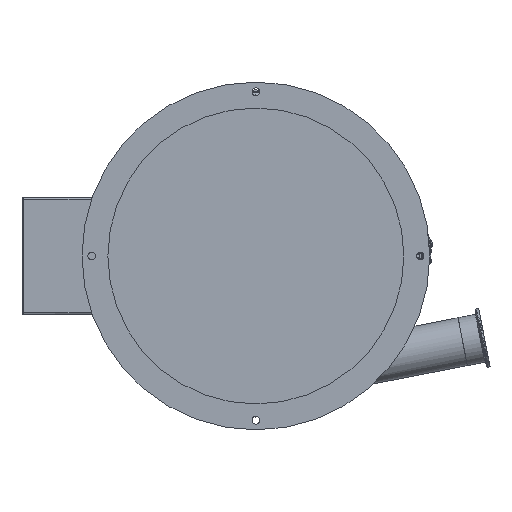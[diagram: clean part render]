
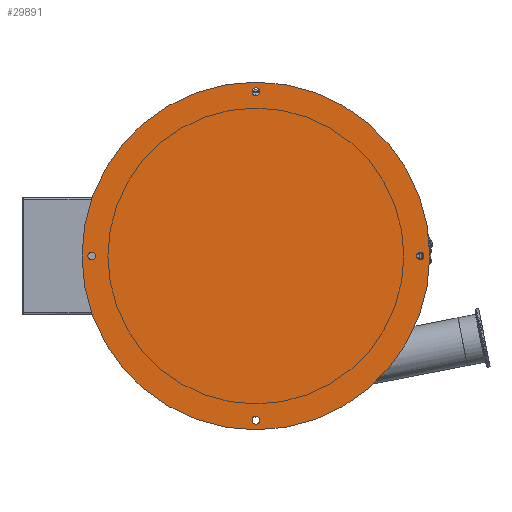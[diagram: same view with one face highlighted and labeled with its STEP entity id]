
A CAD part, front view. The second image highlights one B-rep face of the part: STEP entity #29891.
In plain terms, the highlighted planar face has unit normal (0, -1, 0).
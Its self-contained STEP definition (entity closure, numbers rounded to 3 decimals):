
#2193=FACE_BOUND('',#6948,.T.);
#2194=FACE_BOUND('',#6949,.T.);
#2195=FACE_BOUND('',#6950,.T.);
#2196=FACE_BOUND('',#6951,.T.);
#4127=FACE_OUTER_BOUND('',#6947,.T.);
#6947=EDGE_LOOP('',(#26037,#26038));
#6948=EDGE_LOOP('',(#26039,#26040));
#6949=EDGE_LOOP('',(#26041,#26042));
#6950=EDGE_LOOP('',(#26043,#26044));
#6951=EDGE_LOOP('',(#26045,#26046));
#9217=CIRCLE('',#34118,5.);
#9218=CIRCLE('',#34119,5.);
#9220=CIRCLE('',#34122,5.);
#9221=CIRCLE('',#34123,5.);
#9223=CIRCLE('',#34126,5.);
#9224=CIRCLE('',#34127,5.);
#9226=CIRCLE('',#34130,5.);
#9227=CIRCLE('',#34131,5.);
#9232=CIRCLE('',#34139,225.);
#9233=CIRCLE('',#34140,225.);
#14629=VERTEX_POINT('',#55249);
#14630=VERTEX_POINT('',#55251);
#14632=VERTEX_POINT('',#55257);
#14633=VERTEX_POINT('',#55259);
#14635=VERTEX_POINT('',#55265);
#14636=VERTEX_POINT('',#55267);
#14638=VERTEX_POINT('',#55273);
#14639=VERTEX_POINT('',#55275);
#14644=VERTEX_POINT('',#55289);
#14645=VERTEX_POINT('',#55290);
#18468=EDGE_CURVE('',#14630,#14629,#9217,.T.);
#18469=EDGE_CURVE('',#14629,#14630,#9218,.T.);
#18472=EDGE_CURVE('',#14633,#14632,#9220,.T.);
#18473=EDGE_CURVE('',#14632,#14633,#9221,.T.);
#18476=EDGE_CURVE('',#14636,#14635,#9223,.T.);
#18477=EDGE_CURVE('',#14635,#14636,#9224,.T.);
#18480=EDGE_CURVE('',#14639,#14638,#9226,.T.);
#18481=EDGE_CURVE('',#14638,#14639,#9227,.T.);
#18486=EDGE_CURVE('',#14644,#14645,#9232,.T.);
#18487=EDGE_CURVE('',#14645,#14644,#9233,.T.);
#26037=ORIENTED_EDGE('',*,*,#18486,.T.);
#26038=ORIENTED_EDGE('',*,*,#18487,.T.);
#26039=ORIENTED_EDGE('',*,*,#18468,.T.);
#26040=ORIENTED_EDGE('',*,*,#18469,.T.);
#26041=ORIENTED_EDGE('',*,*,#18472,.T.);
#26042=ORIENTED_EDGE('',*,*,#18473,.T.);
#26043=ORIENTED_EDGE('',*,*,#18476,.T.);
#26044=ORIENTED_EDGE('',*,*,#18477,.T.);
#26045=ORIENTED_EDGE('',*,*,#18480,.T.);
#26046=ORIENTED_EDGE('',*,*,#18481,.T.);
#27611=PLANE('',#34141);
#29891=ADVANCED_FACE('',(#4127,#2193,#2194,#2195,#2196),#27611,.T.);
#34118=AXIS2_PLACEMENT_3D('',#55252,#43764,#43765);
#34119=AXIS2_PLACEMENT_3D('',#55253,#43766,#43767);
#34122=AXIS2_PLACEMENT_3D('',#55260,#43773,#43774);
#34123=AXIS2_PLACEMENT_3D('',#55261,#43775,#43776);
#34126=AXIS2_PLACEMENT_3D('',#55268,#43782,#43783);
#34127=AXIS2_PLACEMENT_3D('',#55269,#43784,#43785);
#34130=AXIS2_PLACEMENT_3D('',#55276,#43791,#43792);
#34131=AXIS2_PLACEMENT_3D('',#55277,#43793,#43794);
#34139=AXIS2_PLACEMENT_3D('',#55291,#43809,#43810);
#34140=AXIS2_PLACEMENT_3D('',#55292,#43811,#43812);
#34141=AXIS2_PLACEMENT_3D('',#55294,#43814,#43815);
#43764=DIRECTION('center_axis',(0.,1.,0.));
#43765=DIRECTION('ref_axis',(0.,0.,
-1.));
#43766=DIRECTION('center_axis',(0.,1.,0.));
#43767=DIRECTION('ref_axis',(0.,0.,
-1.));
#43773=DIRECTION('center_axis',(0.,1.,0.));
#43774=DIRECTION('ref_axis',(1.,0.,0.));
#43775=DIRECTION('center_axis',(0.,1.,0.));
#43776=DIRECTION('ref_axis',(1.,0.,0.));
#43782=DIRECTION('center_axis',(0.,1.,0.));
#43783=DIRECTION('ref_axis',(0.,0.,
1.));
#43784=DIRECTION('center_axis',(0.,1.,0.));
#43785=DIRECTION('ref_axis',(0.,0.,
1.));
#43791=DIRECTION('center_axis',(0.,1.,0.));
#43792=DIRECTION('ref_axis',(-1.,0.,0.));
#43793=DIRECTION('center_axis',(0.,1.,0.));
#43794=DIRECTION('ref_axis',(-1.,0.,0.));
#43809=DIRECTION('center_axis',(0.,-1.,0.));
#43810=DIRECTION('ref_axis',(-1.,0.,0.));
#43811=DIRECTION('center_axis',(0.,-1.,0.));
#43812=DIRECTION('ref_axis',(-1.,0.,0.));
#43814=DIRECTION('center_axis',(0.,-1.,0.));
#43815=DIRECTION('ref_axis',(0.,0.,
1.));
#55249=CARTESIAN_POINT('',(212.5,0.,5.));
#55251=CARTESIAN_POINT('',(212.5,0.,-5.));
#55252=CARTESIAN_POINT('Origin',(212.5,0.,
0.));
#55253=CARTESIAN_POINT('Origin',(212.5,0.,
0.));
#55257=CARTESIAN_POINT('',(-5.,0.,212.5));
#55259=CARTESIAN_POINT('',(5.,0.,212.5));
#55260=CARTESIAN_POINT('Origin',(0.,0.,
212.5));
#55261=CARTESIAN_POINT('Origin',(0.,0.,
212.5));
#55265=CARTESIAN_POINT('',(-212.5,0.,-5.));
#55267=CARTESIAN_POINT('',(-212.5,0.,5.));
#55268=CARTESIAN_POINT('Origin',(-212.5,0.,
0.));
#55269=CARTESIAN_POINT('Origin',(-212.5,0.,
0.));
#55273=CARTESIAN_POINT('',(5.,0.,-212.5));
#55275=CARTESIAN_POINT('',(-5.,0.,-212.5));
#55276=CARTESIAN_POINT('Origin',(0.,0.,
-212.5));
#55277=CARTESIAN_POINT('Origin',(0.,0.,
-212.5));
#55289=CARTESIAN_POINT('',(-225.,0.,0.));
#55290=CARTESIAN_POINT('',(225.,0.,0.));
#55291=CARTESIAN_POINT('Origin',(0.,0.,
0.));
#55292=CARTESIAN_POINT('Origin',(0.,0.,
0.));
#55294=CARTESIAN_POINT('Origin',(-207.5,0.,
0.));
